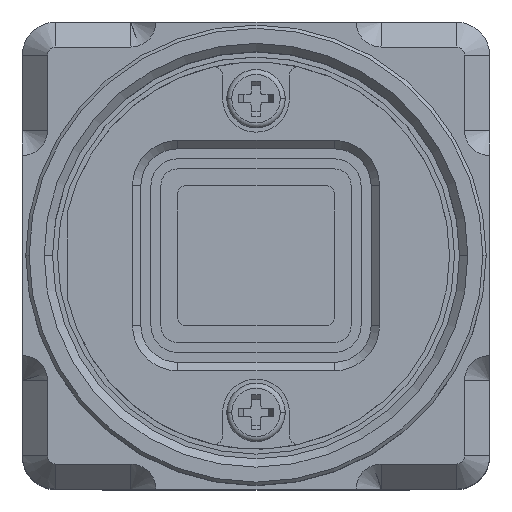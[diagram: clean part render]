
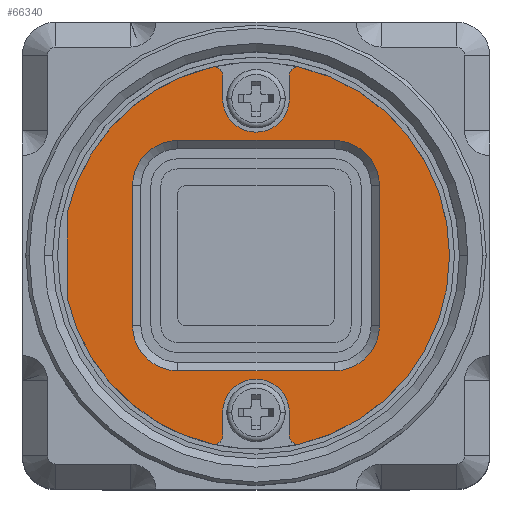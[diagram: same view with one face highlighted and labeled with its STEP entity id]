
A CAD part, top view. The second image highlights one B-rep face of the part: STEP entity #66340.
In plain terms, the highlighted planar face has unit normal (0, 0, 1).
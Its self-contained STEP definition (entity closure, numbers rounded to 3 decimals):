
#13344=DIRECTION('',(0.,1.,0.));
#13345=VECTOR('',#13344,5.242);
#13346=CARTESIAN_POINT('',(-11.3,-2.621,7.2));
#13347=LINE('',#13346,#13345);
#13358=CARTESIAN_POINT('',(0.,0.,7.2));
#13359=DIRECTION('',(0.,0.,1.));
#13360=DIRECTION('',(-0.225,0.974,0.));
#13361=AXIS2_PLACEMENT_3D('',#13358,#13359,#13360);
#13366=CARTESIAN_POINT('',(-2.5,10.815,7.2));
#13367=DIRECTION('',(0.,0.,1.));
#13368=DIRECTION('',(1.,0.,0.));
#13369=AXIS2_PLACEMENT_3D('',#13366,#13367,#13368);
#13374=CARTESIAN_POINT('',(0.,9.4,7.2));
#13375=DIRECTION('',(0.,0.,-1.));
#13376=DIRECTION('',(1.,0.,0.));
#13377=AXIS2_PLACEMENT_3D('',#13374,#13375,#13376);
#13382=CARTESIAN_POINT('',(2.5,10.815,7.2));
#13383=DIRECTION('',(0.,0.,1.));
#13384=DIRECTION('',(0.225,0.974,0.));
#13385=AXIS2_PLACEMENT_3D('',#13382,#13383,#13384);
#13390=CARTESIAN_POINT('',(0.,0.,7.2));
#13391=DIRECTION('',(0.,0.,1.));
#13392=DIRECTION('',(1.,0.,0.));
#13393=AXIS2_PLACEMENT_3D('',#13390,#13391,#13392);
#13398=CARTESIAN_POINT('',(0.,0.,7.2));
#13399=DIRECTION('',(0.,0.,1.));
#13400=DIRECTION('',(0.225,-0.974,0.));
#13401=AXIS2_PLACEMENT_3D('',#13398,#13399,#13400);
#13406=CARTESIAN_POINT('',(2.5,-10.815,7.2));
#13407=DIRECTION('',(0.,0.,1.));
#13408=DIRECTION('',(-1.,0.,0.));
#13409=AXIS2_PLACEMENT_3D('',#13406,#13407,#13408);
#13414=DIRECTION('',(0.,-1.,0.));
#13415=VECTOR('',#13414,1.415);
#13416=CARTESIAN_POINT('',(2.,-9.4,7.2));
#13417=LINE('',#13416,#13415);
#13421=CARTESIAN_POINT('',(0.,-9.4,7.2));
#13422=DIRECTION('',(0.,0.,-1.));
#13423=DIRECTION('',(-1.,0.,0.));
#13424=AXIS2_PLACEMENT_3D('',#13421,#13422,#13423);
#13429=DIRECTION('',(0.,1.,0.));
#13430=VECTOR('',#13429,1.415);
#13431=CARTESIAN_POINT('',(-2.,-10.815,7.2));
#13432=LINE('',#13431,#13430);
#13436=CARTESIAN_POINT('',(-2.5,-10.815,7.2));
#13437=DIRECTION('',(0.,0.,1.));
#13438=DIRECTION('',(-0.225,-0.974,0.));
#13439=AXIS2_PLACEMENT_3D('',#13436,#13437,#13438);
#13444=CARTESIAN_POINT('',(0.,0.,7.2));
#13445=DIRECTION('',(0.,0.,1.));
#13446=DIRECTION('',(-0.974,-0.226,0.));
#13447=AXIS2_PLACEMENT_3D('',#13444,#13445,#13446);
#13452=CARTESIAN_POINT('',(4.7,-4.2,7.2));
#13453=DIRECTION('',(0.,0.,-1.));
#13454=DIRECTION('',(1.,0.,0.));
#13455=AXIS2_PLACEMENT_3D('',#13452,#13453,#13454);
#13460=CARTESIAN_POINT('',(4.7,4.2,7.2));
#13461=DIRECTION('',(0.,0.,-1.));
#13462=DIRECTION('',(0.,1.,0.));
#13463=AXIS2_PLACEMENT_3D('',#13460,#13461,#13462);
#13468=CARTESIAN_POINT('',(-4.7,4.2,7.2));
#13469=DIRECTION('',(0.,0.,-1.));
#13470=DIRECTION('',(-1.,0.,0.));
#13471=AXIS2_PLACEMENT_3D('',#13468,#13469,#13470);
#13476=CARTESIAN_POINT('',(-4.7,-4.2,7.2));
#13477=DIRECTION('',(0.,0.,-1.));
#13478=DIRECTION('',(0.,-1.,0.));
#13479=AXIS2_PLACEMENT_3D('',#13476,#13477,#13478);
#13574=DIRECTION('',(0.,1.,0.));
#13575=VECTOR('',#13574,1.415);
#13576=CARTESIAN_POINT('',(2.,9.4,7.2));
#13577=LINE('',#13576,#13575);
#13595=DIRECTION('',(0.,-1.,0.));
#13596=VECTOR('',#13595,1.415);
#13597=CARTESIAN_POINT('',(-2.,10.815,7.2));
#13598=LINE('',#13597,#13596);
#14538=DIRECTION('',(0.,1.,0.));
#14539=VECTOR('',#14538,8.4);
#14540=CARTESIAN_POINT('',(7.4,-4.2,7.2));
#14541=LINE('',#14540,#14539);
#14581=DIRECTION('',(-1.,0.,0.));
#14582=VECTOR('',#14581,9.4);
#14583=CARTESIAN_POINT('',(4.7,6.9,7.2));
#14584=LINE('',#14583,#14582);
#15261=DIRECTION('',(0.,-1.,0.));
#15262=VECTOR('',#15261,8.4);
#15263=CARTESIAN_POINT('',(-7.4,4.2,7.2));
#15264=LINE('',#15263,#15262);
#15297=DIRECTION('',(1.,0.,0.));
#15298=VECTOR('',#15297,9.4);
#15299=CARTESIAN_POINT('',(-4.7,-6.9,7.2));
#15300=LINE('',#15299,#15298);
#19721=CARTESIAN_POINT('',(11.6,0.,7.2));
#19723=VERTEX_POINT('',#19721);
#19724=CARTESIAN_POINT('',(2.613,11.302,7.2));
#19725=VERTEX_POINT('',#19724);
#19728=CARTESIAN_POINT('',(-11.3,2.621,7.2));
#19729=VERTEX_POINT('',#19728);
#19730=CARTESIAN_POINT('',(-2.613,11.302,7.2));
#19731=VERTEX_POINT('',#19730);
#19802=CARTESIAN_POINT('',(-11.3,-2.621,7.2));
#19803=VERTEX_POINT('',#19802);
#19804=CARTESIAN_POINT('',(2.613,-11.302,7.2));
#19805=VERTEX_POINT('',#19804);
#19810=CARTESIAN_POINT('',(-2.613,-11.302,7.2));
#19811=VERTEX_POINT('',#19810);
#19812=CARTESIAN_POINT('',(-4.7,-6.9,7.2));
#19813=CARTESIAN_POINT('',(4.7,-6.9,7.2));
#19814=VERTEX_POINT('',#19812);
#19815=VERTEX_POINT('',#19813);
#19816=CARTESIAN_POINT('',(7.4,-4.2,7.2));
#19817=VERTEX_POINT('',#19816);
#19818=CARTESIAN_POINT('',(-7.4,-4.2,7.2));
#19819=VERTEX_POINT('',#19818);
#19820=CARTESIAN_POINT('',(-7.4,4.2,7.2));
#19821=VERTEX_POINT('',#19820);
#19822=CARTESIAN_POINT('',(-4.7,6.9,7.2));
#19823=VERTEX_POINT('',#19822);
#19824=CARTESIAN_POINT('',(4.7,6.9,7.2));
#19825=VERTEX_POINT('',#19824);
#19826=CARTESIAN_POINT('',(7.4,4.2,7.2));
#19827=VERTEX_POINT('',#19826);
#19828=CARTESIAN_POINT('',(-2.,-10.815,7.2));
#19829=VERTEX_POINT('',#19828);
#19830=CARTESIAN_POINT('',(-2.,-9.4,7.2));
#19831=VERTEX_POINT('',#19830);
#19832=CARTESIAN_POINT('',(2.,-9.4,7.2));
#19833=VERTEX_POINT('',#19832);
#19834=CARTESIAN_POINT('',(2.,-10.815,7.2));
#19835=VERTEX_POINT('',#19834);
#19836=CARTESIAN_POINT('',(2.,10.815,7.2));
#19837=VERTEX_POINT('',#19836);
#19838=CARTESIAN_POINT('',(2.,9.4,7.2));
#19839=VERTEX_POINT('',#19838);
#19840=CARTESIAN_POINT('',(-2.,9.4,7.2));
#19841=VERTEX_POINT('',#19840);
#19842=CARTESIAN_POINT('',(-2.,10.815,7.2));
#19843=VERTEX_POINT('',#19842);
#66288=CARTESIAN_POINT('',(0.,0.,7.2));
#66289=DIRECTION('',(0.,0.,1.));
#66290=DIRECTION('',(-1.,0.,0.));
#66291=AXIS2_PLACEMENT_3D('',#66288,#66289,#66290);
#66292=PLANE('',#66291);
#66293=ORIENTED_EDGE('',*,*,#66267,.F.);
#66295=ORIENTED_EDGE('',*,*,#66294,.F.);
#66297=ORIENTED_EDGE('',*,*,#66296,.T.);
#66299=ORIENTED_EDGE('',*,*,#66298,.F.);
#66301=ORIENTED_EDGE('',*,*,#66300,.T.);
#66303=ORIENTED_EDGE('',*,*,#66302,.F.);
#66304=ORIENTED_EDGE('',*,*,#66259,.F.);
#66306=ORIENTED_EDGE('',*,*,#66305,.F.);
#66308=ORIENTED_EDGE('',*,*,#66307,.F.);
#66310=ORIENTED_EDGE('',*,*,#66309,.F.);
#66312=ORIENTED_EDGE('',*,*,#66311,.F.);
#66314=ORIENTED_EDGE('',*,*,#66313,.F.);
#66316=ORIENTED_EDGE('',*,*,#66315,.F.);
#66318=ORIENTED_EDGE('',*,*,#66317,.F.);
#66319=ORIENTED_EDGE('',*,*,#66234,.T.);
#66320=EDGE_LOOP('',(#66293,#66295,#66297,#66299,#66301,#66303,#66304,#66306,
#66308,#66310,#66312,#66314,#66316,#66318,#66319));
#66321=FACE_OUTER_BOUND('',#66320,.F.);
#66323=ORIENTED_EDGE('',*,*,#66322,.F.);
#66325=ORIENTED_EDGE('',*,*,#66324,.T.);
#66327=ORIENTED_EDGE('',*,*,#66326,.F.);
#66329=ORIENTED_EDGE('',*,*,#66328,.T.);
#66331=ORIENTED_EDGE('',*,*,#66330,.F.);
#66333=ORIENTED_EDGE('',*,*,#66332,.T.);
#66335=ORIENTED_EDGE('',*,*,#66334,.F.);
#66337=ORIENTED_EDGE('',*,*,#66336,.T.);
#66338=EDGE_LOOP('',(#66323,#66325,#66327,#66329,#66331,#66333,#66335,#66337));
#66339=FACE_BOUND('',#66338,.F.);
#66340=ADVANCED_FACE('',(#66321,#66339),#66292,.T.);
#13362=CIRCLE('',#13361,11.6);
#13370=CIRCLE('',#13369,0.5);
#13378=CIRCLE('',#13377,2.);
#13386=CIRCLE('',#13385,0.5);
#13394=CIRCLE('',#13393,11.6);
#13402=CIRCLE('',#13401,11.6);
#13410=CIRCLE('',#13409,0.5);
#13425=CIRCLE('',#13424,2.);
#13440=CIRCLE('',#13439,0.5);
#13448=CIRCLE('',#13447,11.6);
#13456=CIRCLE('',#13455,2.7);
#13464=CIRCLE('',#13463,2.7);
#13472=CIRCLE('',#13471,2.7);
#13480=CIRCLE('',#13479,2.7);
#66234=EDGE_CURVE('',#19803,#19729,#13347,.T.);
#66259=EDGE_CURVE('',#19723,#19725,#13394,.T.);
#66267=EDGE_CURVE('',#19731,#19729,#13362,.T.);
#66294=EDGE_CURVE('',#19843,#19731,#13370,.T.);
#66296=EDGE_CURVE('',#19843,#19841,#13598,.T.);
#66298=EDGE_CURVE('',#19839,#19841,#13378,.T.);
#66300=EDGE_CURVE('',#19839,#19837,#13577,.T.);
#66302=EDGE_CURVE('',#19725,#19837,#13386,.T.);
#66305=EDGE_CURVE('',#19805,#19723,#13402,.T.);
#66307=EDGE_CURVE('',#19835,#19805,#13410,.T.);
#66309=EDGE_CURVE('',#19833,#19835,#13417,.T.);
#66311=EDGE_CURVE('',#19831,#19833,#13425,.T.);
#66313=EDGE_CURVE('',#19829,#19831,#13432,.T.);
#66315=EDGE_CURVE('',#19811,#19829,#13440,.T.);
#66317=EDGE_CURVE('',#19803,#19811,#13448,.T.);
#66322=EDGE_CURVE('',#19817,#19815,#13456,.T.);
#66324=EDGE_CURVE('',#19817,#19827,#14541,.T.);
#66326=EDGE_CURVE('',#19825,#19827,#13464,.T.);
#66328=EDGE_CURVE('',#19825,#19823,#14584,.T.);
#66330=EDGE_CURVE('',#19821,#19823,#13472,.T.);
#66332=EDGE_CURVE('',#19821,#19819,#15264,.T.);
#66334=EDGE_CURVE('',#19814,#19819,#13480,.T.);
#66336=EDGE_CURVE('',#19814,#19815,#15300,.T.);
